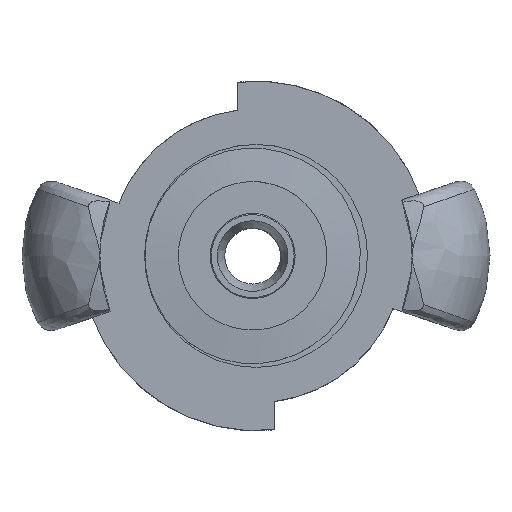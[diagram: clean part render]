
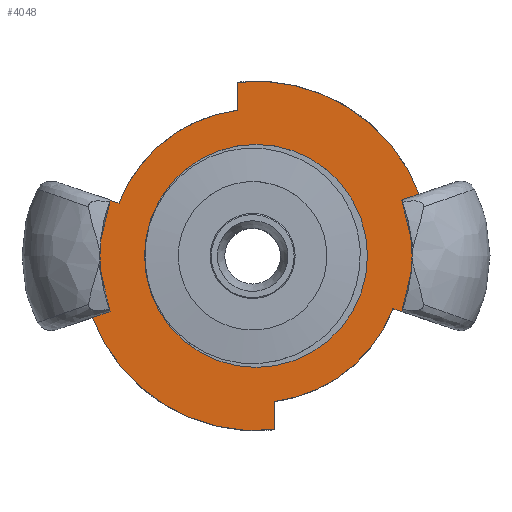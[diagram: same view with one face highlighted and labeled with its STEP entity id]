
A CAD part, top view. The second image highlights one B-rep face of the part: STEP entity #4048.
In plain terms, the highlighted planar face has unit normal (0, 0, 1).
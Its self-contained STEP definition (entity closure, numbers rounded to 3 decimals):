
#195=FACE_BOUND('',#746,.T.);
#307=PLANE('',#4298);
#520=FACE_OUTER_BOUND('',#745,.T.);
#745=EDGE_LOOP('',(#3398,#3399,#3400,#3401,#3402,#3403,#3404,#3405,#3406,
#3407,#3408,#3409));
#746=EDGE_LOOP('',(#3410,#3411));
#1075=LINE('',#6838,#1412);
#1080=LINE('',#6981,#1417);
#1085=LINE('',#6991,#1422);
#1091=LINE('',#7003,#1428);
#1096=LINE('',#7052,#1433);
#1102=LINE('',#7064,#1439);
#1412=VECTOR('',#4962,10.);
#1417=VECTOR('',#4975,10.);
#1422=VECTOR('',#4982,10.);
#1428=VECTOR('',#4990,10.);
#1433=VECTOR('',#4999,10.);
#1439=VECTOR('',#5007,10.);
#1497=CIRCLE('',#4258,15.);
#1498=CIRCLE('',#4259,15.);
#1501=CIRCLE('',#4272,23.514);
#1506=CIRCLE('',#4280,23.497);
#1511=CIRCLE('',#4290,19.75);
#1512=CIRCLE('',#4291,19.75);
#1515=CIRCLE('',#4299,25.5);
#1516=CIRCLE('',#4300,25.5);
#1828=VERTEX_POINT('',#6747);
#1829=VERTEX_POINT('',#6748);
#1834=VERTEX_POINT('',#6835);
#1835=VERTEX_POINT('',#6837);
#1843=VERTEX_POINT('',#6978);
#1844=VERTEX_POINT('',#6980);
#1847=VERTEX_POINT('',#6988);
#1848=VERTEX_POINT('',#6990);
#1850=VERTEX_POINT('',#6996);
#1853=VERTEX_POINT('',#7001);
#1858=VERTEX_POINT('',#7049);
#1859=VERTEX_POINT('',#7051);
#1861=VERTEX_POINT('',#7057);
#1864=VERTEX_POINT('',#7062);
#2325=EDGE_CURVE('',#1828,#1829,#1497,.T.);
#2326=EDGE_CURVE('',#1829,#1828,#1498,.T.);
#2334=EDGE_CURVE('',#1834,#1835,#1075,.T.);
#2347=EDGE_CURVE('',#1843,#1844,#1080,.T.);
#2352=EDGE_CURVE('',#1847,#1848,#1085,.T.);
#2358=EDGE_CURVE('',#1850,#1853,#1091,.T.);
#2365=EDGE_CURVE('',#1858,#1859,#1096,.T.);
#2371=EDGE_CURVE('',#1861,#1864,#1102,.T.);
#2375=EDGE_CURVE('',#1847,#1850,#1501,.T.);
#2383=EDGE_CURVE('',#1858,#1861,#1506,.T.);
#2393=EDGE_CURVE('',#1835,#1864,#1511,.T.);
#2395=EDGE_CURVE('',#1844,#1853,#1512,.T.);
#2404=EDGE_CURVE('',#1859,#1843,#1515,.T.);
#2405=EDGE_CURVE('',#1848,#1834,#1516,.T.);
#3398=ORIENTED_EDGE('',*,*,#2375,.T.);
#3399=ORIENTED_EDGE('',*,*,#2358,.T.);
#3400=ORIENTED_EDGE('',*,*,#2395,.F.);
#3401=ORIENTED_EDGE('',*,*,#2347,.F.);
#3402=ORIENTED_EDGE('',*,*,#2404,.F.);
#3403=ORIENTED_EDGE('',*,*,#2365,.F.);
#3404=ORIENTED_EDGE('',*,*,#2383,.T.);
#3405=ORIENTED_EDGE('',*,*,#2371,.T.);
#3406=ORIENTED_EDGE('',*,*,#2393,.F.);
#3407=ORIENTED_EDGE('',*,*,#2334,.F.);
#3408=ORIENTED_EDGE('',*,*,#2405,.F.);
#3409=ORIENTED_EDGE('',*,*,#2352,.F.);
#3410=ORIENTED_EDGE('',*,*,#2325,.T.);
#3411=ORIENTED_EDGE('',*,*,#2326,.T.);
#4048=ADVANCED_FACE('',(#520,#195),#307,.F.);
#4258=AXIS2_PLACEMENT_3D('',#6749,#4952,#4953);
#4259=AXIS2_PLACEMENT_3D('',#6750,#4954,#4955);
#4272=AXIS2_PLACEMENT_3D('',#7106,#5013,#5014);
#4280=AXIS2_PLACEMENT_3D('',#7138,#5031,#5032);
#4290=AXIS2_PLACEMENT_3D('',#7208,#5053,#5054);
#4291=AXIS2_PLACEMENT_3D('',#7210,#5056,#5057);
#4298=AXIS2_PLACEMENT_3D('',#7261,#5074,#5075);
#4299=AXIS2_PLACEMENT_3D('',#7262,#5076,#5077);
#4300=AXIS2_PLACEMENT_3D('',#7263,#5078,#5079);
#4952=DIRECTION('center_axis',(0.,0.,
-1.));
#4953=DIRECTION('ref_axis',(0.,-1.,0.));
#4954=DIRECTION('center_axis',(0.,0.,
-1.));
#4955=DIRECTION('ref_axis',(0.,-1.,0.));
#4962=DIRECTION('',(0.948,-0.319,0.));
#4975=DIRECTION('',(-0.948,0.319,0.));
#4982=DIRECTION('',(-0.948,-0.319,0.));
#4990=DIRECTION('',(0.,1.,0.));
#4999=DIRECTION('',(0.948,0.319,0.));
#5007=DIRECTION('',(0.,-1.,0.));
#5013=DIRECTION('center_axis',(0.,0.,
1.));
#5014=DIRECTION('ref_axis',(0.936,0.353,0.));
#5031=DIRECTION('center_axis',(0.,0.,
1.));
#5032=DIRECTION('ref_axis',(-0.936,-0.353,0.));
#5053=DIRECTION('center_axis',(0.,0.,
-1.));
#5054=DIRECTION('ref_axis',(-1.,0.,0.));
#5056=DIRECTION('center_axis',(0.,0.,
-1.));
#5057=DIRECTION('ref_axis',(-1.,0.,0.));
#5074=DIRECTION('center_axis',(0.,0.,
-1.));
#5075=DIRECTION('ref_axis',(-1.,0.,0.));
#5076=DIRECTION('center_axis',(0.,0.,
-1.));
#5077=DIRECTION('ref_axis',(0.,-1.,0.));
#5078=DIRECTION('center_axis',(0.,0.,
-1.));
#5079=DIRECTION('ref_axis',(0.,-1.,0.));
#6747=CARTESIAN_POINT('',(-10.676,-17.256,6.593));
#6748=CARTESIAN_POINT('',(-10.676,12.744,6.593));
#6749=CARTESIAN_POINT('Origin',(-10.676,-2.256,6.593));
#6750=CARTESIAN_POINT('Origin',(-10.676,-2.256,6.593));
#6835=CARTESIAN_POINT('',(-34.559,6.681,6.593));
#6837=CARTESIAN_POINT('',(-29.106,4.844,6.593));
#6838=CARTESIAN_POINT('',(-22.874,2.745,6.593));
#6978=CARTESIAN_POINT('',(13.206,-11.194,6.593));
#6980=CARTESIAN_POINT('',(7.753,-9.357,6.593));
#6981=CARTESIAN_POINT('',(5.378,-8.557,6.593));
#6988=CARTESIAN_POINT('',(-32.676,-10.56,6.593));
#6990=CARTESIAN_POINT('',(-34.559,-11.194,6.593));
#6991=CARTESIAN_POINT('',(-21.684,-6.857,6.593));
#6996=CARTESIAN_POINT('',(-8.176,-25.638,6.593));
#7001=CARTESIAN_POINT('',(-8.176,-21.847,6.593));
#7003=CARTESIAN_POINT('',(-8.176,-2.256,6.593));
#7049=CARTESIAN_POINT('',(11.307,6.041,6.593));
#7051=CARTESIAN_POINT('',(13.206,6.681,6.593));
#7052=CARTESIAN_POINT('',(-3.525,1.046,6.593));
#7057=CARTESIAN_POINT('',(-13.176,21.108,6.593));
#7062=CARTESIAN_POINT('',(-13.176,17.335,6.593));
#7064=CARTESIAN_POINT('',(-13.176,-2.256,6.593));
#7106=CARTESIAN_POINT('Origin',(-10.676,-2.256,6.593));
#7138=CARTESIAN_POINT('Origin',(-10.676,-2.256,6.593));
#7208=CARTESIAN_POINT('Origin',(-10.676,-2.256,6.593));
#7210=CARTESIAN_POINT('Origin',(-10.676,-2.256,6.593));
#7261=CARTESIAN_POINT('Origin',(-10.676,-15.006,6.593));
#7262=CARTESIAN_POINT('Origin',(-10.676,-2.256,6.593));
#7263=CARTESIAN_POINT('Origin',(-10.676,-2.256,6.593));
